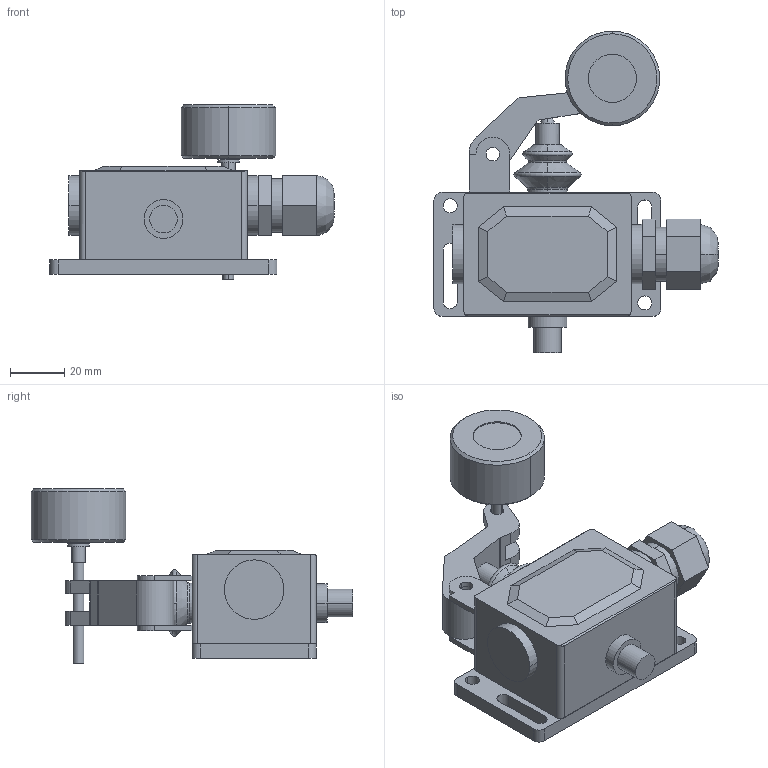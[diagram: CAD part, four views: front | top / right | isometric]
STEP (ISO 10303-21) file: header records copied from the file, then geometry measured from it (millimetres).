
FILE_DESCRIPTION((''),'2;1');
FILE_NAME('3d_PLNA1HSBW.stp','2012-10-03T07:59:23',(''),(''),'Mechanical Desktop 2011','Mechanical Desktop 2011',', , ');
FILE_SCHEMA(('CONFIG_CONTROL_DESIGN'));
Length unit declared in the file: millimetre
Products named in the file (1): Product
Bounding box: 105.1 x 119 x 64.43 mm (x, y, z)
Volume: 168454.3 mm3; surface area: 46267.2 mm2
Topology: 18 solids, 18 shells, 188 faces, 457 edges, 307 vertices
Faces by surface type: plane 96, cylinder 60, cone 20, bspline 4, sphere 4, torus 4
Entity records: 5896 total; most frequent: CARTESIAN_POINT 1247, DIRECTION 1004, ORIENTED_EDGE 890, EDGE_CURVE 445, AXIS2_PLACEMENT_3D 376, VERTEX_POINT 297, VECTOR 252, LINE 252
